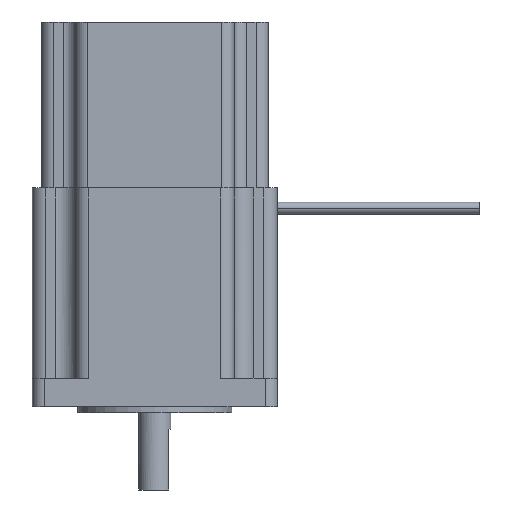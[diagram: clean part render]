
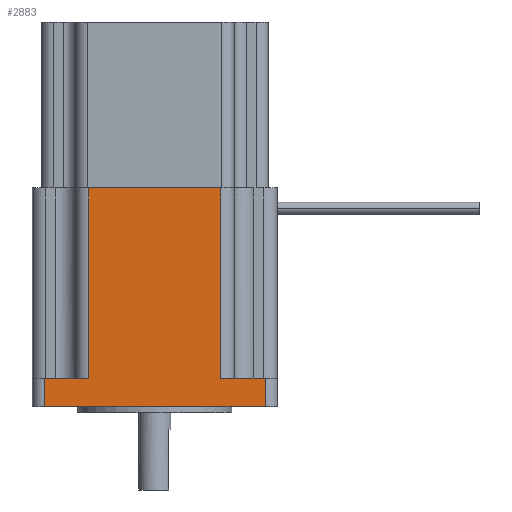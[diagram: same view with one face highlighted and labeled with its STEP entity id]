
A CAD part, front view. The second image highlights one B-rep face of the part: STEP entity #2883.
In plain terms, the highlighted planar face has unit normal (0, -1, 0).
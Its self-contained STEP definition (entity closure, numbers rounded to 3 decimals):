
#84 = DIRECTION ( 'NONE',  ( 1., 0., 0. ) ) ;
#87 = CARTESIAN_POINT ( 'NONE',  ( -27.25, -30.25, 0. ) ) ;
#98 = CARTESIAN_POINT ( 'NONE',  ( 16.275, -30.25, 54. ) ) ;
#99 = CARTESIAN_POINT ( 'NONE',  ( -16.275, -30.25, 54. ) ) ;
#123 = PLANE ( 'NONE',  #1340 ) ;
#130 = DIRECTION ( 'NONE',  ( 0., 0., 1. ) ) ;
#218 = CARTESIAN_POINT ( 'NONE',  ( -27.25, -30.25, 54. ) ) ;
#281 = DIRECTION ( 'NONE',  ( 0., 0., -1. ) ) ;
#286 = DIRECTION ( 'NONE',  ( 0., 0., 1. ) ) ;
#315 = CARTESIAN_POINT ( 'NONE',  ( -27.25, -30.25, 0. ) ) ;
#317 = DIRECTION ( 'NONE',  ( 0., 0., -1. ) ) ;
#327 = CARTESIAN_POINT ( 'NONE',  ( 27.25, -30.25, 54. ) ) ;
#364 = CARTESIAN_POINT ( 'NONE',  ( -27.25, -30.25, 54. ) ) ;
#383 = DIRECTION ( 'NONE',  ( 0., 1., 0. ) ) ;
#387 = CARTESIAN_POINT ( 'NONE',  ( -27.25, -30.25, 7. ) ) ;
#408 = CARTESIAN_POINT ( 'NONE',  ( 16.275, -30.25, 54. ) ) ;
#445 = DIRECTION ( 'NONE',  ( 1., 0., 0. ) ) ;
#447 = CARTESIAN_POINT ( 'NONE',  ( 27.25, -30.25, 7. ) ) ;
#516 = DIRECTION ( 'NONE',  ( 1., 0., 0. ) ) ;
#527 = CARTESIAN_POINT ( 'NONE',  ( -27.25, -30.25, 7. ) ) ;
#601 = CARTESIAN_POINT ( 'NONE',  ( -16.275, -30.25, 54. ) ) ;
#618 = CARTESIAN_POINT ( 'NONE',  ( 19.575, -30.25, 7. ) ) ;
#633 = CARTESIAN_POINT ( 'NONE',  ( 27.25, -30.25, 0. ) ) ;
#644 = DIRECTION ( 'NONE',  ( 1., 0., 0. ) ) ;
#648 = CARTESIAN_POINT ( 'NONE',  ( 16.275, -30.25, 7. ) ) ;
#654 = CARTESIAN_POINT ( 'NONE',  ( -16.275, -30.25, 7. ) ) ;
#801 = ORIENTED_EDGE ( 'NONE', *, *, #2873, .T. ) ;
#803 = ORIENTED_EDGE ( 'NONE', *, *, #2871, .F. ) ;
#804 = ORIENTED_EDGE ( 'NONE', *, *, #2860, .T. ) ;
#805 = ORIENTED_EDGE ( 'NONE', *, *, #2895, .F. ) ;
#806 = ORIENTED_EDGE ( 'NONE', *, *, #3004, .T. ) ;
#807 = ORIENTED_EDGE ( 'NONE', *, *, #2862, .T. ) ;
#809 = ORIENTED_EDGE ( 'NONE', *, *, #2865, .F. ) ;
#811 = ORIENTED_EDGE ( 'NONE', *, *, #2963, .F. ) ;
#898 = EDGE_LOOP ( 'NONE', ( #811, #807, #809, #806, #804, #805, #803, #801 ) ) ;
#1031 = LINE ( 'NONE', #98, #1331 ) ;
#1048 = LINE ( 'NONE', #87, #1366 ) ;
#1049 = LINE ( 'NONE', #99, #1350 ) ;
#1052 = LINE ( 'NONE', #527, #1361 ) ;
#1056 = LINE ( 'NONE', #618, #1332 ) ;
#1071 = FACE_OUTER_BOUND ( 'NONE', #898, .T. ) ;
#1081 = LINE ( 'NONE', #327, #1357 ) ;
#1148 = LINE ( 'NONE', #364, #1460 ) ;
#1186 = LINE ( 'NONE', #1895, #1505 ) ;
#1331 = VECTOR ( 'NONE', #286, 1000. ) ;
#1332 = VECTOR ( 'NONE', #644, 1000. ) ;
#1340 = AXIS2_PLACEMENT_3D ( 'NONE', #218, #383, #130 ) ;
#1350 = VECTOR ( 'NONE', #281, 1000. ) ;
#1357 = VECTOR ( 'NONE', #317, 1000. ) ;
#1361 = VECTOR ( 'NONE', #516, 1000. ) ;
#1366 = VECTOR ( 'NONE', #84, 1000. ) ;
#1460 = VECTOR ( 'NONE', #445, 1000. ) ;
#1505 = VECTOR ( 'NONE', #1894, 1000. ) ;
#1894 = DIRECTION ( 'NONE',  ( 0., 0., -1. ) ) ;
#1895 = CARTESIAN_POINT ( 'NONE',  ( -27.25, -30.25, 54. ) ) ;
#2219 = VERTEX_POINT ( 'NONE', #387 ) ;
#2229 = VERTEX_POINT ( 'NONE', #315 ) ;
#2258 = VERTEX_POINT ( 'NONE', #654 ) ;
#2262 = VERTEX_POINT ( 'NONE', #408 ) ;
#2304 = VERTEX_POINT ( 'NONE', #601 ) ;
#2680 = VERTEX_POINT ( 'NONE', #447 ) ;
#2684 = VERTEX_POINT ( 'NONE', #633 ) ;
#2750 = VERTEX_POINT ( 'NONE', #648 ) ;
#2860 = EDGE_CURVE ( 'NONE', #2229, #2684, #1048, .T. ) ;
#2862 = EDGE_CURVE ( 'NONE', #2304, #2258, #1049, .T. ) ;
#2865 = EDGE_CURVE ( 'NONE', #2219, #2258, #1052, .T. ) ;
#2871 = EDGE_CURVE ( 'NONE', #2750, #2680, #1056, .T. ) ;
#2873 = EDGE_CURVE ( 'NONE', #2750, #2262, #1031, .T. ) ;
#2883 = ADVANCED_FACE ( 'NONE', ( #1071 ), #123, .F. ) ;
#2895 = EDGE_CURVE ( 'NONE', #2680, #2684, #1081, .T. ) ;
#2963 = EDGE_CURVE ( 'NONE', #2304, #2262, #1148, .T. ) ;
#3004 = EDGE_CURVE ( 'NONE', #2219, #2229, #1186, .T. ) ;
